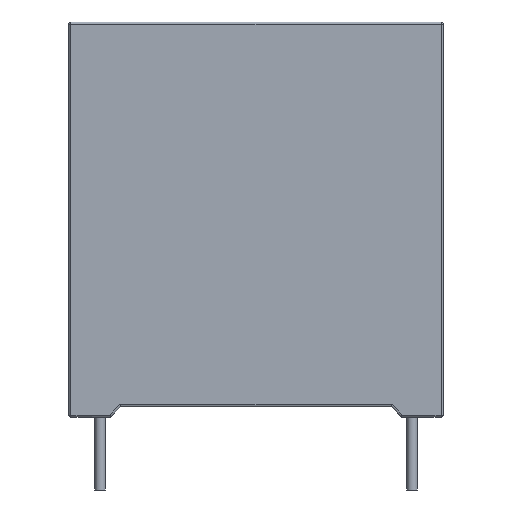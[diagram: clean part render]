
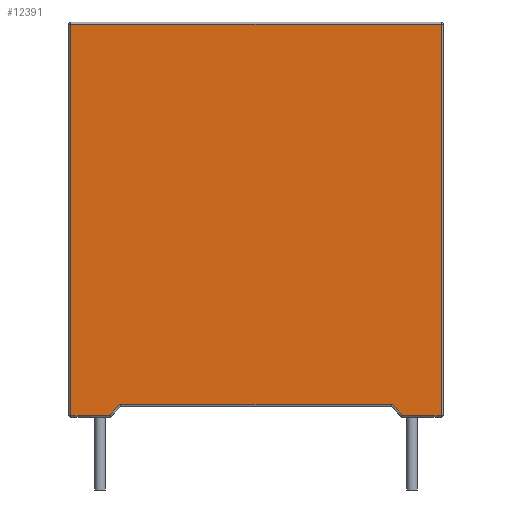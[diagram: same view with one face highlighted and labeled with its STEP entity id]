
A CAD part, front view. The second image highlights one B-rep face of the part: STEP entity #12391.
In plain terms, the highlighted planar face has unit normal (0, -1, 0).
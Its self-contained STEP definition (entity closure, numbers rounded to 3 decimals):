
#167 = AXIS2_PLACEMENT_3D ( 'NONE', #4665, #3317, #6480 ) ;
#217 = EDGE_CURVE ( 'NONE', #3417, #10590, #6329, .T. ) ;
#373 = CARTESIAN_POINT ( 'NONE',  ( 8.9, 0., -9.4 ) ) ;
#714 = DIRECTION ( 'NONE',  ( -1., 0., 0. ) ) ;
#735 = VECTOR ( 'NONE', #12387, 1000. ) ;
#881 = VECTOR ( 'NONE', #714, 1000. ) ;
#1036 = EDGE_CURVE ( 'NONE', #12795, #6035, #2110, .T. ) ;
#1062 = LINE ( 'NONE', #6504, #6744 ) ;
#1258 = LINE ( 'NONE', #7315, #735 ) ;
#1626 = ORIENTED_EDGE ( 'NONE', *, *, #7864, .T. ) ;
#1807 = DIRECTION ( 'NONE',  ( 0., 0., 1. ) ) ;
#2010 = VERTEX_POINT ( 'NONE', #9909 ) ;
#2110 = LINE ( 'NONE', #9306, #3381 ) ;
#2277 = EDGE_CURVE ( 'NONE', #10590, #10361, #12117, .T. ) ;
#2880 = DIRECTION ( 'NONE',  ( 0.7, 0., 0.714 ) ) ;
#3030 = EDGE_LOOP ( 'NONE', ( #10944, #10715, #11983, #9318, #3640, #5792, #11897, #1626 ) ) ;
#3207 = CARTESIAN_POINT ( 'NONE',  ( -8.9, 0., -9.4 ) ) ;
#3317 = DIRECTION ( 'NONE',  ( 0., 1., 0. ) ) ;
#3381 = VECTOR ( 'NONE', #8441, 1000. ) ;
#3402 = LINE ( 'NONE', #10397, #10607 ) ;
#3417 = VERTEX_POINT ( 'NONE', #3207 ) ;
#3640 = ORIENTED_EDGE ( 'NONE', *, *, #6985, .T. ) ;
#4102 = VERTEX_POINT ( 'NONE', #373 ) ;
#4177 = CARTESIAN_POINT ( 'NONE',  ( 1.111, 0., -1.089 ) ) ;
#4275 = CARTESIAN_POINT ( 'NONE',  ( 0., 0., -9.4 ) ) ;
#4584 = CARTESIAN_POINT ( 'NONE',  ( 8.9, 0., 9.4 ) ) ;
#4599 = PLANE ( 'NONE',  #167 ) ;
#4641 = EDGE_CURVE ( 'NONE', #10647, #2010, #13046, .T. ) ;
#4665 = CARTESIAN_POINT ( 'NONE',  ( 0., 0., 0. ) ) ;
#4708 = CARTESIAN_POINT ( 'NONE',  ( -7.032, 0., -9.4 ) ) ;
#4971 = CARTESIAN_POINT ( 'NONE',  ( 6.542, 0., -8.9 ) ) ;
#5377 = CARTESIAN_POINT ( 'NONE',  ( -6.542, 0., -8.9 ) ) ;
#5792 = ORIENTED_EDGE ( 'NONE', *, *, #1036, .T. ) ;
#6035 = VERTEX_POINT ( 'NONE', #8154 ) ;
#6329 = LINE ( 'NONE', #4275, #10554 ) ;
#6480 = DIRECTION ( 'NONE',  ( 0., 0., 1. ) ) ;
#6504 = CARTESIAN_POINT ( 'NONE',  ( 0., 0., -8.9 ) ) ;
#6510 = EDGE_CURVE ( 'NONE', #6035, #4102, #3402, .T. ) ;
#6744 = VECTOR ( 'NONE', #10412, 1000. ) ;
#6975 = EDGE_CURVE ( 'NONE', #2010, #3417, #1258, .T. ) ;
#6985 = EDGE_CURVE ( 'NONE', #10361, #12795, #1062, .T. ) ;
#7315 = CARTESIAN_POINT ( 'NONE',  ( -8.9, 0., 0. ) ) ;
#7864 = EDGE_CURVE ( 'NONE', #4102, #10647, #10073, .T. ) ;
#8154 = CARTESIAN_POINT ( 'NONE',  ( 7.032, 0., -9.4 ) ) ;
#8441 = DIRECTION ( 'NONE',  ( 0.7, 0., -0.714 ) ) ;
#8759 = CARTESIAN_POINT ( 'NONE',  ( 0., 0., 9.4 ) ) ;
#9306 = CARTESIAN_POINT ( 'NONE',  ( -1.111, 0., -1.089 ) ) ;
#9318 = ORIENTED_EDGE ( 'NONE', *, *, #2277, .T. ) ;
#9909 = CARTESIAN_POINT ( 'NONE',  ( -8.9, 0., 9.4 ) ) ;
#10073 = LINE ( 'NONE', #13121, #10433 ) ;
#10361 = VERTEX_POINT ( 'NONE', #5377 ) ;
#10397 = CARTESIAN_POINT ( 'NONE',  ( 0., 0., -9.4 ) ) ;
#10412 = DIRECTION ( 'NONE',  ( 1., 0., 0. ) ) ;
#10433 = VECTOR ( 'NONE', #1807, 1000. ) ;
#10554 = VECTOR ( 'NONE', #12344, 1000. ) ;
#10590 = VERTEX_POINT ( 'NONE', #4708 ) ;
#10607 = VECTOR ( 'NONE', #12441, 1000. ) ;
#10647 = VERTEX_POINT ( 'NONE', #4584 ) ;
#10715 = ORIENTED_EDGE ( 'NONE', *, *, #6975, .T. ) ;
#10944 = ORIENTED_EDGE ( 'NONE', *, *, #4641, .T. ) ;
#11390 = VECTOR ( 'NONE', #2880, 1000. ) ;
#11897 = ORIENTED_EDGE ( 'NONE', *, *, #6510, .T. ) ;
#11983 = ORIENTED_EDGE ( 'NONE', *, *, #217, .T. ) ;
#12117 = LINE ( 'NONE', #4177, #11390 ) ;
#12344 = DIRECTION ( 'NONE',  ( 1., 0., 0. ) ) ;
#12387 = DIRECTION ( 'NONE',  ( 0., 0., -1. ) ) ;
#12391 = ADVANCED_FACE ( 'NONE', ( #12629 ), #4599, .F. ) ;
#12441 = DIRECTION ( 'NONE',  ( 1., 0., 0. ) ) ;
#12629 = FACE_OUTER_BOUND ( 'NONE', #3030, .T. ) ;
#12795 = VERTEX_POINT ( 'NONE', #4971 ) ;
#13046 = LINE ( 'NONE', #8759, #881 ) ;
#13121 = CARTESIAN_POINT ( 'NONE',  ( 8.9, 0., 0. ) ) ;
